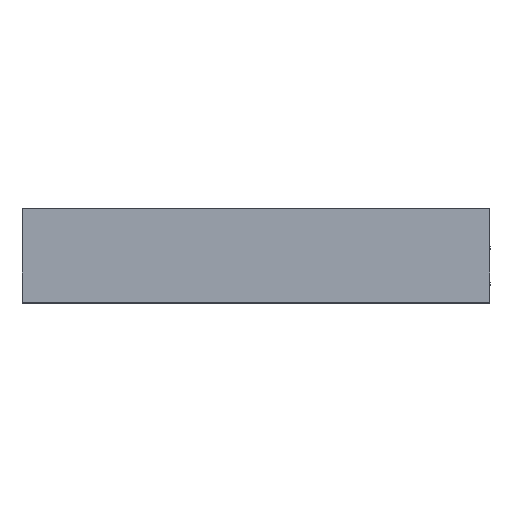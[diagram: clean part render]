
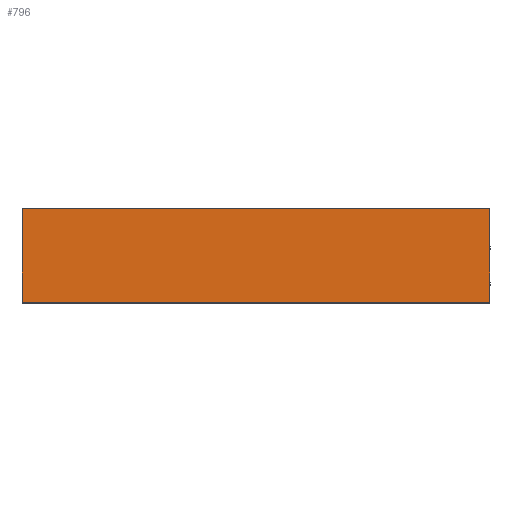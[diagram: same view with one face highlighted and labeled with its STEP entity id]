
A CAD part, top view. The second image highlights one B-rep face of the part: STEP entity #796.
In plain terms, the highlighted planar face has unit normal (0, 0, 1).
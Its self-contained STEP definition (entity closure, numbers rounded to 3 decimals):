
#389 = EDGE_CURVE ( 'NONE', #497, #498, #2390, .T. ) ;
#497 = VERTEX_POINT ( 'NONE', #8539 ) ;
#498 = VERTEX_POINT ( 'NONE', #8538 ) ;
#659 = VERTEX_POINT ( 'NONE', #8939 ) ;
#661 = EDGE_CURVE ( 'NONE', #497, #659, #8938, .T. ) ;
#750 = ORIENTED_EDGE ( 'NONE', *, *, #389, .F. ) ;
#751 = ORIENTED_EDGE ( 'NONE', *, *, #661, .T. ) ;
#796 = ADVANCED_FACE ( 'NONE', ( #9366 ), #9351, .F. ) ;
#797 = EDGE_LOOP ( 'NONE', ( #798, #801, #750, #751 ) ) ;
#798 = ORIENTED_EDGE ( 'NONE', *, *, #799, .T. ) ;
#799 = EDGE_CURVE ( 'NONE', #659, #800, #9402, .T. ) ;
#800 = VERTEX_POINT ( 'NONE', #9398 ) ;
#801 = ORIENTED_EDGE ( 'NONE', *, *, #802, .F. ) ;
#802 = EDGE_CURVE ( 'NONE', #498, #800, #9397, .T. ) ;
#2387 = DIRECTION ( 'NONE',  ( 0., -1., 0. ) ) ;
#2388 = VECTOR ( 'NONE', #2387, 1000. ) ;
#2389 = CARTESIAN_POINT ( 'NONE',  ( 25., -5.191, 37.5 ) ) ;
#2390 = LINE ( 'NONE', #2389, #2388 ) ;
#8538 = CARTESIAN_POINT ( 'NONE',  ( 25., -5.191, 37.5 ) ) ;
#8539 = CARTESIAN_POINT ( 'NONE',  ( 25., 4.809, 37.5 ) ) ;
#8935 = DIRECTION ( 'NONE',  ( -1., 0., 0. ) ) ;
#8936 = VECTOR ( 'NONE', #8935, 1000. ) ;
#8937 = CARTESIAN_POINT ( 'NONE',  ( 25., 4.809, 37.5 ) ) ;
#8938 = LINE ( 'NONE', #8937, #8936 ) ;
#8939 = CARTESIAN_POINT ( 'NONE',  ( -25., 4.809, 37.5 ) ) ;
#9347 = DIRECTION ( 'NONE',  ( 0., 1., 0. ) ) ;
#9348 = DIRECTION ( 'NONE',  ( 0., 0., -1. ) ) ;
#9349 = CARTESIAN_POINT ( 'NONE',  ( 25., -5.191, 37.5 ) ) ;
#9350 = AXIS2_PLACEMENT_3D ( 'NONE', #9349, #9348, #9347 ) ;
#9351 = PLANE ( 'NONE',  #9350 ) ;
#9366 = FACE_OUTER_BOUND ( 'NONE', #797, .T. ) ;
#9394 = DIRECTION ( 'NONE',  ( -1., 0., 0. ) ) ;
#9395 = VECTOR ( 'NONE', #9394, 1000. ) ;
#9396 = CARTESIAN_POINT ( 'NONE',  ( 25., -5.191, 37.5 ) ) ;
#9397 = LINE ( 'NONE', #9396, #9395 ) ;
#9398 = CARTESIAN_POINT ( 'NONE',  ( -25., -5.191, 37.5 ) ) ;
#9399 = DIRECTION ( 'NONE',  ( 0., -1., 0. ) ) ;
#9400 = VECTOR ( 'NONE', #9399, 1000. ) ;
#9401 = CARTESIAN_POINT ( 'NONE',  ( -25., -5.191, 37.5 ) ) ;
#9402 = LINE ( 'NONE', #9401, #9400 ) ;
